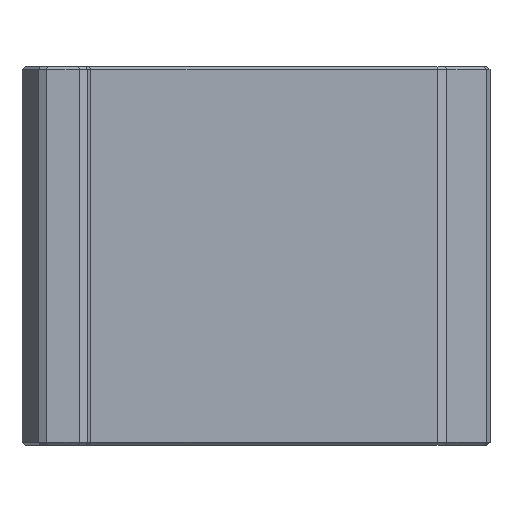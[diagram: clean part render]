
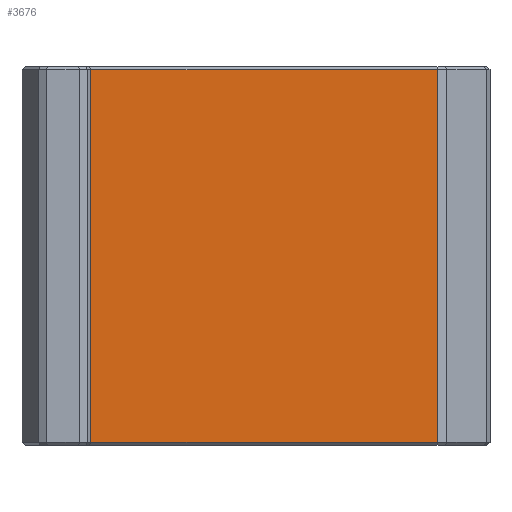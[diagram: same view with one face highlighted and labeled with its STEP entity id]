
A CAD part, left-side view. The second image highlights one B-rep face of the part: STEP entity #3676.
In plain terms, the highlighted planar face has unit normal (-1, 0, 0).
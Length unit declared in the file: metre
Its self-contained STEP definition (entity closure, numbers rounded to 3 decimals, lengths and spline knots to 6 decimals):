
#908=ORIENTED_EDGE('',*,*,#1672,.T.);
#909=ORIENTED_EDGE('',*,*,#1673,.F.);
#910=ORIENTED_EDGE('',*,*,#1638,.T.);
#911=ORIENTED_EDGE('',*,*,#1671,.T.);
#1638=EDGE_CURVE('',#2042,#2043,#2345,.T.);
#1671=EDGE_CURVE('',#2043,#2060,#2378,.T.);
#1672=EDGE_CURVE('',#2060,#2061,#2379,.T.);
#1673=EDGE_CURVE('',#2042,#2061,#2380,.T.);
#2042=VERTEX_POINT('',#6028);
#2043=VERTEX_POINT('',#6032);
#2060=VERTEX_POINT('',#6098);
#2061=VERTEX_POINT('',#6102);
#2345=LINE('',#6033,#2723);
#2378=LINE('',#6099,#2756);
#2379=LINE('',#6101,#2757);
#2380=LINE('',#6103,#2758);
#2723=VECTOR('',#4685,1.);
#2756=VECTOR('',#4750,1.);
#2757=VECTOR('',#4753,1.);
#2758=VECTOR('',#4754,1.);
#3048=EDGE_LOOP('',(#908,#909,#910,#911));
#3292=FACE_BOUND('',#3048,.T.);
#3468=PLANE('',#3982);
#3676=ADVANCED_FACE('',(#3292),#3468,.F.);
#3982=AXIS2_PLACEMENT_3D('',#6100,#4751,#4752);
#4685=DIRECTION('',(0.,-1.,0.));
#4750=DIRECTION('',(0.,0.,1.));
#4751=DIRECTION('',(1.,0.,0.));
#4752=DIRECTION('',(0.,1.,0.));
#4753=DIRECTION('',(0.,1.,0.));
#4754=DIRECTION('',(0.,0.,1.));
#6028=CARTESIAN_POINT('',(-0.014521,0.024995,-0.04709));
#6032=CARTESIAN_POINT('',(-0.014521,-0.019367,-0.04709));
#6033=CARTESIAN_POINT('',(-0.014521,-0.018553,-0.04709));
#6098=CARTESIAN_POINT('',(-0.014521,-0.019367,0.000509));
#6099=CARTESIAN_POINT('',(-0.014521,-0.019367,0.004187));
#6100=CARTESIAN_POINT('',(-0.014521,-0.010538,0.004187));
#6101=CARTESIAN_POINT('',(-0.014521,-0.018553,0.000509));
#6102=CARTESIAN_POINT('',(-0.014521,0.024995,0.000509));
#6103=CARTESIAN_POINT('',(-0.014521,0.024995,0.002448));
